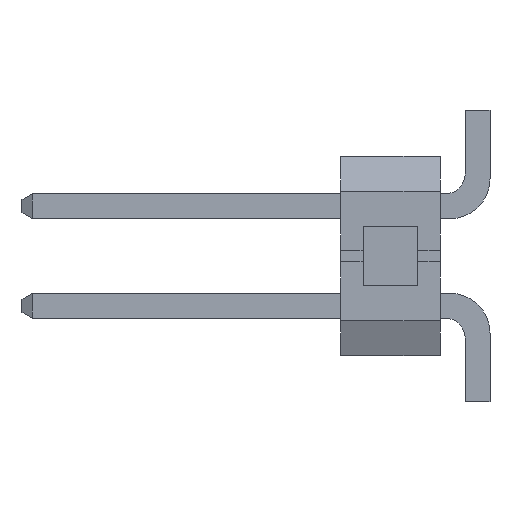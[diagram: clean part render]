
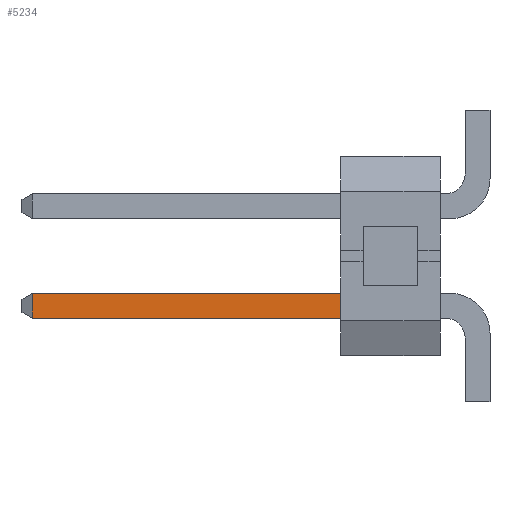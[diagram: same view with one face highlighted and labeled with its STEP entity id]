
A CAD part, left-side view. The second image highlights one B-rep face of the part: STEP entity #5234.
In plain terms, the highlighted planar face has unit normal (-1, 0, 0).
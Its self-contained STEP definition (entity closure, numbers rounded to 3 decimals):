
#64 = VERTEX_POINT ( 'NONE', #15662 ) ;
#224 = EDGE_CURVE ( 'NONE', #64, #2355, #12791, .T. ) ;
#362 = EDGE_LOOP ( 'NONE', ( #9947, #1131, #19723, #10024 ) ) ;
#1131 = ORIENTED_EDGE ( 'NONE', *, *, #224, .T. ) ;
#2014 = VECTOR ( 'NONE', #12636, 1000. ) ;
#2355 = VERTEX_POINT ( 'NONE', #9559 ) ;
#2771 = EDGE_CURVE ( 'NONE', #64, #20079, #12025, .T. ) ;
#5110 = VECTOR ( 'NONE', #15054, 1000. ) ;
#5234 = ADVANCED_FACE ( 'NONE', ( #17493 ), #10205, .F. ) ;
#5668 = VECTOR ( 'NONE', #7622, 1000. ) ;
#7606 = AXIS2_PLACEMENT_3D ( 'NONE', #18343, #14958, #18412 ) ;
#7622 = DIRECTION ( 'NONE',  ( 0., 0., -1. ) ) ;
#9343 = CARTESIAN_POINT ( 'NONE',  ( -7.938, 2.667, 0. ) ) ;
#9559 = CARTESIAN_POINT ( 'NONE',  ( -7.938, 11.678, -2.857 ) ) ;
#9947 = ORIENTED_EDGE ( 'NONE', *, *, #2771, .F. ) ;
#10006 = LINE ( 'NONE', #9343, #5668 ) ;
#10024 = ORIENTED_EDGE ( 'NONE', *, *, #20214, .F. ) ;
#10205 = PLANE ( 'NONE',  #7606 ) ;
#10929 = CARTESIAN_POINT ( 'NONE',  ( -7.938, 11.938, -2.223 ) ) ;
#11098 = CARTESIAN_POINT ( 'NONE',  ( -7.938, 1.143, -2.857 ) ) ;
#11619 = CARTESIAN_POINT ( 'NONE',  ( -7.938, 11.678, -3.239 ) ) ;
#12025 = LINE ( 'NONE', #10929, #2014 ) ;
#12636 = DIRECTION ( 'NONE',  ( 0., -1., 0. ) ) ;
#12791 = LINE ( 'NONE', #11619, #5110 ) ;
#12882 = DIRECTION ( 'NONE',  ( 0., 1., 0. ) ) ;
#13411 = LINE ( 'NONE', #11098, #20308 ) ;
#14958 = DIRECTION ( 'NONE',  ( 1., 0., 0. ) ) ;
#15054 = DIRECTION ( 'NONE',  ( 0., 0., -1. ) ) ;
#15412 = VERTEX_POINT ( 'NONE', #20755 ) ;
#15662 = CARTESIAN_POINT ( 'NONE',  ( -7.938, 11.678, -2.223 ) ) ;
#17493 = FACE_OUTER_BOUND ( 'NONE', #362, .T. ) ;
#18343 = CARTESIAN_POINT ( 'NONE',  ( -7.938, 1.016, -3.239 ) ) ;
#18412 = DIRECTION ( 'NONE',  ( 0., 0., -1. ) ) ;
#19686 = EDGE_CURVE ( 'NONE', #15412, #2355, #13411, .T. ) ;
#19723 = ORIENTED_EDGE ( 'NONE', *, *, #19686, .F. ) ;
#20079 = VERTEX_POINT ( 'NONE', #20383 ) ;
#20214 = EDGE_CURVE ( 'NONE', #20079, #15412, #10006, .T. ) ;
#20308 = VECTOR ( 'NONE', #12882, 1000. ) ;
#20383 = CARTESIAN_POINT ( 'NONE',  ( -7.938, 2.667, -2.223 ) ) ;
#20755 = CARTESIAN_POINT ( 'NONE',  ( -7.938, 2.667, -2.857 ) ) ;
